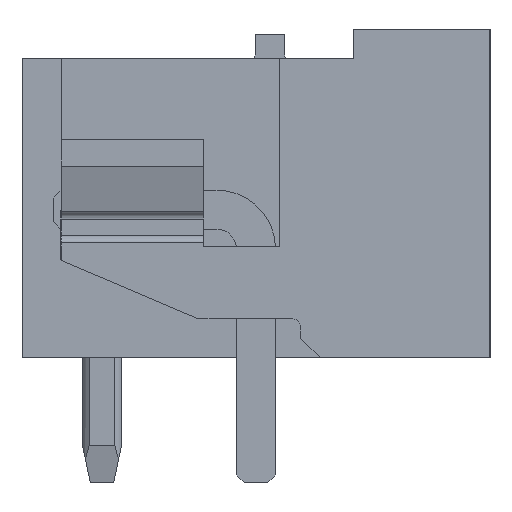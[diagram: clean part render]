
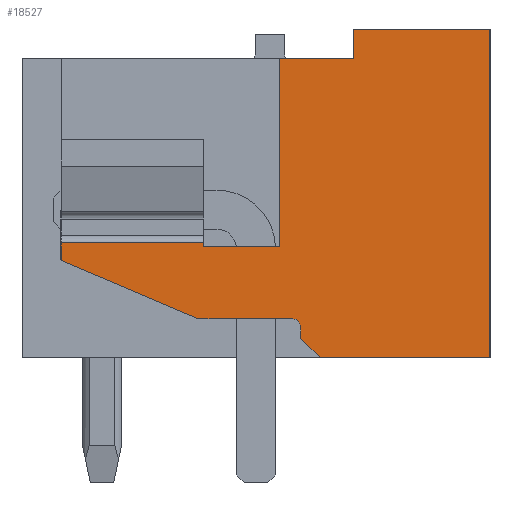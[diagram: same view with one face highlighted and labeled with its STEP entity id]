
A CAD part, left-side view. The second image highlights one B-rep face of the part: STEP entity #18527.
In plain terms, the highlighted planar face has unit normal (-1, 0, 0).
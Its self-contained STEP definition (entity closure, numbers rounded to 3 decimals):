
#18271=AXIS2_PLACEMENT_3D('Circle Axis2P3D',#18269,#18270,$) ;
#18498=AXIS2_PLACEMENT_3D('Plane Axis2P3D',#18495,#18496,#18497) ;
#269=CARTESIAN_POINT('Vertex',(0.,3.5,11.63)) ;
#272=CARTESIAN_POINT('Line Origine',(0.,1.75,11.63)) ;
#276=CARTESIAN_POINT('Vertex',(0.,0.,11.63)) ;
#1015=CARTESIAN_POINT('Vertex',(0.,5.4,10.88)) ;
#1018=CARTESIAN_POINT('Line Origine',(0.,4.45,10.88)) ;
#1022=CARTESIAN_POINT('Vertex',(0.,3.5,10.88)) ;
#1679=CARTESIAN_POINT('Vertex',(0.,0.,3.2)) ;
#1682=CARTESIAN_POINT('Line Origine',(0.,2.177,3.2)) ;
#1686=CARTESIAN_POINT('Vertex',(0.,4.354,3.2)) ;
#9519=CARTESIAN_POINT('Line Origine',(0.,0.,7.415)) ;
#17819=CARTESIAN_POINT('Vertex',(0.,7.35,6.15)) ;
#17822=CARTESIAN_POINT('Line Origine',(0.,7.35,6.1)) ;
#17826=CARTESIAN_POINT('Vertex',(0.,7.35,6.05)) ;
#17933=CARTESIAN_POINT('Line Origine',(0.,9.175,6.15)) ;
#17937=CARTESIAN_POINT('Vertex',(0.,11.,6.15)) ;
#18159=CARTESIAN_POINT('Vertex',(0.,7.464,4.2)) ;
#18164=CARTESIAN_POINT('Line Origine',(0.,9.232,4.95)) ;
#18168=CARTESIAN_POINT('Vertex',(0.,11.,5.7)) ;
#18199=CARTESIAN_POINT('Vertex',(0.,5.054,4.2)) ;
#18204=CARTESIAN_POINT('Line Origine',(0.,6.259,4.2)) ;
#18264=CARTESIAN_POINT('Vertex',(0.,4.854,4.)) ;
#18269=CARTESIAN_POINT('Axis2P3D Location',(0.,5.054,4.)) ;
#18295=CARTESIAN_POINT('Vertex',(0.,4.854,3.7)) ;
#18300=CARTESIAN_POINT('Line Origine',(0.,4.854,3.85)) ;
#18322=CARTESIAN_POINT('Line Origine',(0.,4.604,3.45)) ;
#18348=CARTESIAN_POINT('Vertex',(0.,5.4,6.05)) ;
#18353=CARTESIAN_POINT('Line Origine',(0.,5.4,8.465)) ;
#18403=CARTESIAN_POINT('Line Origine',(0.,6.375,6.05)) ;
#18495=CARTESIAN_POINT('Axis2P3D Location',(0.,0.,0.)) ;
#18500=CARTESIAN_POINT('Line Origine',(0.,11.,5.925)) ;
#18505=CARTESIAN_POINT('Line Origine',(0.,3.5,11.255)) ;
#273=DIRECTION('Vector Direction',(0.,-1.,0.)) ;
#1019=DIRECTION('Vector Direction',(0.,1.,0.)) ;
#1683=DIRECTION('Vector Direction',(0.,1.,0.)) ;
#9520=DIRECTION('Vector Direction',(0.,0.,-1.)) ;
#17823=DIRECTION('Vector Direction',(0.,0.,1.)) ;
#17934=DIRECTION('Vector Direction',(0.,1.,0.)) ;
#18165=DIRECTION('Vector Direction',(0.,-0.921,-0.391)) ;
#18205=DIRECTION('Vector Direction',(0.,-1.,0.)) ;
#18270=DIRECTION('Axis2P3D Direction',(-1.,0.,0.)) ;
#18301=DIRECTION('Vector Direction',(0.,0.,-1.)) ;
#18323=DIRECTION('Vector Direction',(0.,-0.707,-0.707)) ;
#18354=DIRECTION('Vector Direction',(0.,0.,1.)) ;
#18404=DIRECTION('Vector Direction',(0.,1.,0.)) ;
#18496=DIRECTION('Axis2P3D Direction',(-1.,0.,0.)) ;
#18497=DIRECTION('Axis2P3D XDirection',(0.,-1.,0.)) ;
#18501=DIRECTION('Vector Direction',(0.,0.,-1.)) ;
#18506=DIRECTION('Vector Direction',(0.,0.,1.)) ;
#274=VECTOR('Line Direction',#273,1.) ;
#1020=VECTOR('Line Direction',#1019,1.) ;
#1684=VECTOR('Line Direction',#1683,1.) ;
#9521=VECTOR('Line Direction',#9520,1.) ;
#17824=VECTOR('Line Direction',#17823,1.) ;
#17935=VECTOR('Line Direction',#17934,1.) ;
#18166=VECTOR('Line Direction',#18165,1.) ;
#18206=VECTOR('Line Direction',#18205,1.) ;
#18302=VECTOR('Line Direction',#18301,1.) ;
#18324=VECTOR('Line Direction',#18323,1.) ;
#18355=VECTOR('Line Direction',#18354,1.) ;
#18405=VECTOR('Line Direction',#18404,1.) ;
#18502=VECTOR('Line Direction',#18501,1.) ;
#18507=VECTOR('Line Direction',#18506,1.) ;
#18511=ORIENTED_EDGE('',*,*,#17828,.T.) ;
#18512=ORIENTED_EDGE('',*,*,#17939,.T.) ;
#18513=ORIENTED_EDGE('',*,*,#18504,.F.) ;
#18514=ORIENTED_EDGE('',*,*,#18170,.F.) ;
#18515=ORIENTED_EDGE('',*,*,#18208,.F.) ;
#18516=ORIENTED_EDGE('',*,*,#18273,.F.) ;
#18517=ORIENTED_EDGE('',*,*,#18304,.F.) ;
#18518=ORIENTED_EDGE('',*,*,#18326,.F.) ;
#18519=ORIENTED_EDGE('',*,*,#1688,.T.) ;
#18520=ORIENTED_EDGE('',*,*,#9523,.T.) ;
#18521=ORIENTED_EDGE('',*,*,#278,.T.) ;
#18522=ORIENTED_EDGE('',*,*,#18509,.T.) ;
#18523=ORIENTED_EDGE('',*,*,#1024,.T.) ;
#18524=ORIENTED_EDGE('',*,*,#18357,.F.) ;
#18525=ORIENTED_EDGE('',*,*,#18407,.F.) ;
#18527=ADVANCED_FACE('Housing',(#18526),#18499,.T.) ;
#18272=CIRCLE('generated circle',#18271,0.2) ;
#278=EDGE_CURVE('',#277,#270,#275,.F.) ;
#1024=EDGE_CURVE('',#1023,#1016,#1021,.T.) ;
#1688=EDGE_CURVE('',#1687,#1680,#1685,.F.) ;
#9523=EDGE_CURVE('',#1680,#277,#9522,.F.) ;
#17828=EDGE_CURVE('',#17827,#17820,#17825,.T.) ;
#17939=EDGE_CURVE('',#17820,#17938,#17936,.T.) ;
#18170=EDGE_CURVE('',#18160,#18169,#18167,.F.) ;
#18208=EDGE_CURVE('',#18200,#18160,#18207,.F.) ;
#18273=EDGE_CURVE('',#18265,#18200,#18272,.T.) ;
#18304=EDGE_CURVE('',#18296,#18265,#18303,.F.) ;
#18326=EDGE_CURVE('',#1687,#18296,#18325,.F.) ;
#18357=EDGE_CURVE('',#18349,#1016,#18356,.T.) ;
#18407=EDGE_CURVE('',#17827,#18349,#18406,.F.) ;
#18504=EDGE_CURVE('',#18169,#17938,#18503,.F.) ;
#18509=EDGE_CURVE('',#270,#1023,#18508,.F.) ;
#18510=EDGE_LOOP('',(#18511,#18512,#18513,#18514,#18515,#18516,#18517,#18518,#18519,#18520,#18521,#18522,#18523,#18524,#18525)) ;
#18526=FACE_OUTER_BOUND('',#18510,.T.) ;
#275=LINE('Line',#272,#274) ;
#1021=LINE('Line',#1018,#1020) ;
#1685=LINE('Line',#1682,#1684) ;
#9522=LINE('Line',#9519,#9521) ;
#17825=LINE('Line',#17822,#17824) ;
#17936=LINE('Line',#17933,#17935) ;
#18167=LINE('Line',#18164,#18166) ;
#18207=LINE('Line',#18204,#18206) ;
#18303=LINE('Line',#18300,#18302) ;
#18325=LINE('Line',#18322,#18324) ;
#18356=LINE('Line',#18353,#18355) ;
#18406=LINE('Line',#18403,#18405) ;
#18503=LINE('Line',#18500,#18502) ;
#18508=LINE('Line',#18505,#18507) ;
#18499=PLANE('',#18498) ;
#270=VERTEX_POINT('',#269) ;
#277=VERTEX_POINT('',#276) ;
#1016=VERTEX_POINT('',#1015) ;
#1023=VERTEX_POINT('',#1022) ;
#1680=VERTEX_POINT('',#1679) ;
#1687=VERTEX_POINT('',#1686) ;
#17820=VERTEX_POINT('',#17819) ;
#17827=VERTEX_POINT('',#17826) ;
#17938=VERTEX_POINT('',#17937) ;
#18160=VERTEX_POINT('',#18159) ;
#18169=VERTEX_POINT('',#18168) ;
#18200=VERTEX_POINT('',#18199) ;
#18265=VERTEX_POINT('',#18264) ;
#18296=VERTEX_POINT('',#18295) ;
#18349=VERTEX_POINT('',#18348) ;
